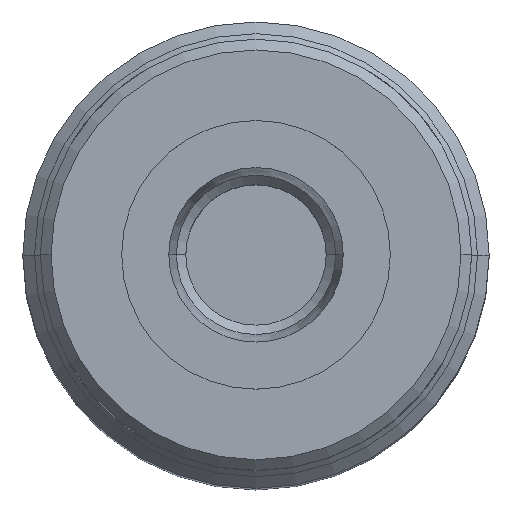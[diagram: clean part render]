
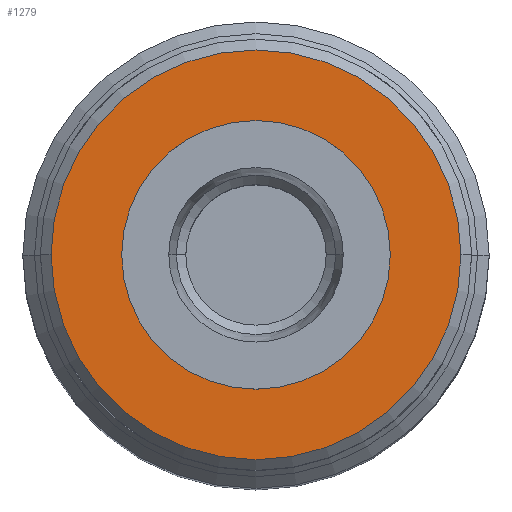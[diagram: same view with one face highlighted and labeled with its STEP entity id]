
A CAD part, top view. The second image highlights one B-rep face of the part: STEP entity #1279.
In plain terms, the highlighted planar face has unit normal (0, 0, 1).
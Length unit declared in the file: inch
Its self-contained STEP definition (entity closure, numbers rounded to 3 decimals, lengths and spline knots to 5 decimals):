
#113=CARTESIAN_POINT('',(0.,0.,3.245));
#114=DIRECTION('',(0.,0.,-1.));
#115=DIRECTION('',(-1.,0.,0.));
#116=AXIS2_PLACEMENT_3D('',#113,#114,#115);
#122=CARTESIAN_POINT('',(0.,0.,3.245));
#123=DIRECTION('',(0.,0.,-1.));
#124=DIRECTION('',(1.,0.,0.));
#125=AXIS2_PLACEMENT_3D('',#122,#123,#124);
#130=CARTESIAN_POINT('',(0.,0.,3.245));
#131=DIRECTION('',(0.,0.,1.));
#132=DIRECTION('',(-1.,0.,0.));
#133=AXIS2_PLACEMENT_3D('',#130,#131,#132);
#138=CARTESIAN_POINT('',(0.,0.,3.245));
#139=DIRECTION('',(0.,0.,1.));
#140=DIRECTION('',(1.,0.,0.));
#141=AXIS2_PLACEMENT_3D('',#138,#139,#140);
#1148=CARTESIAN_POINT('',(-0.375,0.,3.245));
#1149=CARTESIAN_POINT('',(0.375,0.,3.245));
#1150=VERTEX_POINT('',#1148);
#1151=VERTEX_POINT('',#1149);
#1168=CARTESIAN_POINT('',(-0.572,0.,3.245));
#1169=CARTESIAN_POINT('',(0.572,0.,3.245));
#1170=VERTEX_POINT('',#1168);
#1171=VERTEX_POINT('',#1169);
#1262=CARTESIAN_POINT('',(0.,0.,3.245));
#1263=DIRECTION('',(0.,0.,1.));
#1264=DIRECTION('',(1.,0.,0.));
#1265=AXIS2_PLACEMENT_3D('',#1262,#1263,#1264);
#1266=PLANE('',#1265);
#1268=ORIENTED_EDGE('',*,*,#1267,.F.);
#1270=ORIENTED_EDGE('',*,*,#1269,.F.);
#1271=EDGE_LOOP('',(#1268,#1270));
#1272=FACE_OUTER_BOUND('',#1271,.F.);
#1274=ORIENTED_EDGE('',*,*,#1273,.F.);
#1276=ORIENTED_EDGE('',*,*,#1275,.F.);
#1277=EDGE_LOOP('',(#1274,#1276));
#1278=FACE_BOUND('',#1277,.F.);
#1279=ADVANCED_FACE('',(#1272,#1278),#1266,.T.);
#117=CIRCLE('',#116,0.375);
#126=CIRCLE('',#125,0.375);
#134=CIRCLE('',#133,0.572);
#142=CIRCLE('',#141,0.572);
#1267=EDGE_CURVE('',#1170,#1171,#134,.T.);
#1269=EDGE_CURVE('',#1171,#1170,#142,.T.);
#1273=EDGE_CURVE('',#1150,#1151,#117,.T.);
#1275=EDGE_CURVE('',#1151,#1150,#126,.T.);
